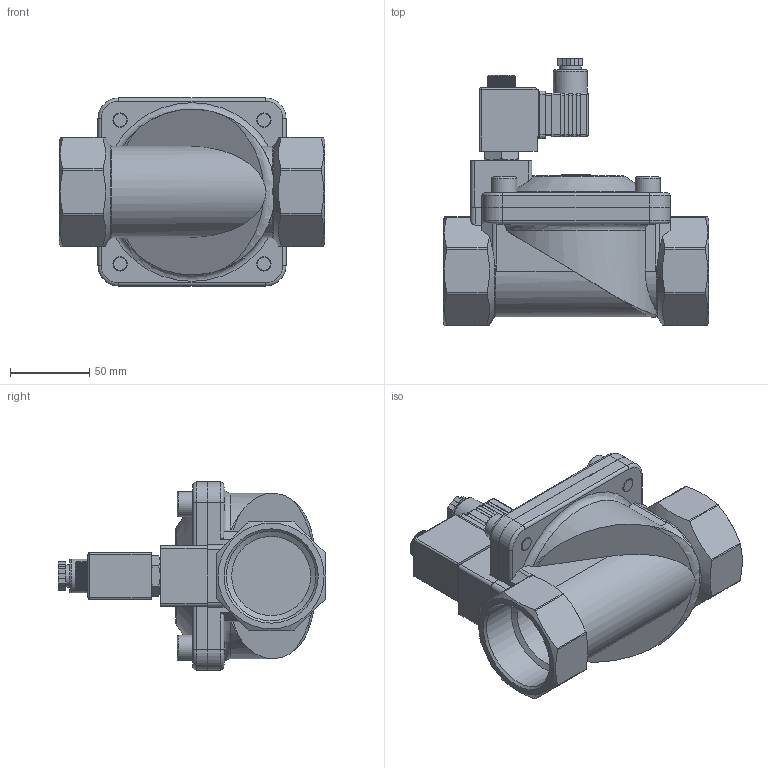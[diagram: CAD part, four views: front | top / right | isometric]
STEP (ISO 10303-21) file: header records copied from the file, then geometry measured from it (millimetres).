
FILE_DESCRIPTION((''),'2;1');
FILE_NAME('MS2A48P050F23050.stp','2022-01-20T16:21:52',('RL'),(''),'Autodesk Inventor 2012','Autodesk Inventor 2012','');
FILE_SCHEMA(('AUTOMOTIVE_DESIGN { 1 0 10303 214 1 1 1 1 }'));
Length unit declared in the file: millimetre
Products named in the file (3): MS2A48P050F230/50; MS2A48E050F2305; GDA09 (1)
Assembly tree (2 placements, depth 2):
  MS2A48P050F230/50
    MS2A48E050F2305
    GDA09 (1)
Bounding box: 168 x 169.15 x 119 mm (x, y, z)
Volume: 798293 mm3; surface area: 115982.4 mm2
Topology: 3 solids, 3 shells, 719 faces, 1925 edges, 1256 vertices
Faces by surface type: plane 510, cylinder 151, torus 32, cone 24, sphere 2
Full cylindrical faces by diameter (mm): 1.7 x3, 2.459 x1, 3 x1, 3.2 x1, 5.5 x1, 6.6 x2, 7 x1, 8.5 x1, 10.5 x1, 11.917 x1, 14 x1, 16 x5, 18 x1, 21.5 x1, 21.8 x1, 22 x1, 23.1 x1, 50 x2, 56.656 x2
Entity records: 22667 total; most frequent: CARTESIAN_POINT 5142, ORIENTED_EDGE 3738, DIRECTION 3172, EDGE_CURVE 1869, VERTEX_POINT 1250, VECTOR 1064, LINE 1064, AXIS2_PLACEMENT_3D 1054
